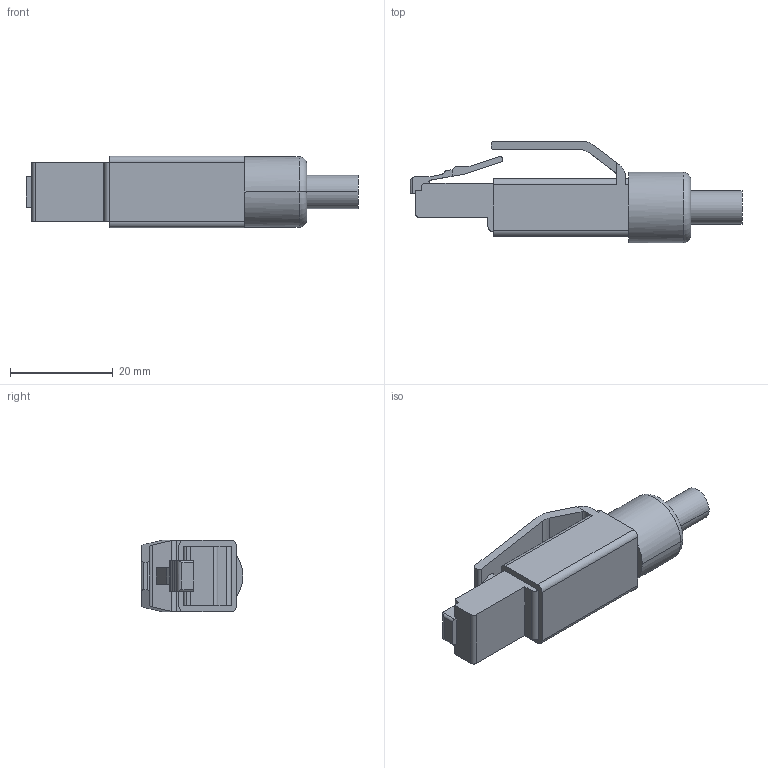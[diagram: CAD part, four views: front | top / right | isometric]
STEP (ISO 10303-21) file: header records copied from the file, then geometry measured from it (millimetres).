
FILE_DESCRIPTION((''),'2;1');
FILE_NAME('DM_CAD-2121_SW0001','2015-06-12T',('Creinig-se'),(''),'PRO/ENGINEER BY PARAMETRIC TECHNOLOGY CORPORATION, 2013050','PRO/ENGINEER BY PARAMETRIC TECHNOLOGY CORPORATION, 2013050','');
FILE_SCHEMA(('CONFIG_CONTROL_DESIGN'));
Length unit declared in the file: millimetre
Products named in the file (1): DM_CAD-2121_SW0001
Bounding box: 64.73 x 19.86 x 13.97 mm (x, y, z)
Volume: 8036.3 mm3; surface area: 3941.4 mm2
Topology: 2 solids, 2 shells, 81 faces, 218 edges, 142 vertices
Faces by surface type: plane 51, cylinder 28, torus 2
Entity records: 3229 total; most frequent: CARTESIAN_POINT 515, ORIENTED_EDGE 436, DIRECTION 420, EDGE_CURVE 218, VECTOR 154, LINE 154, VERTEX_POINT 142, AXIS2_PLACEMENT_3D 133
